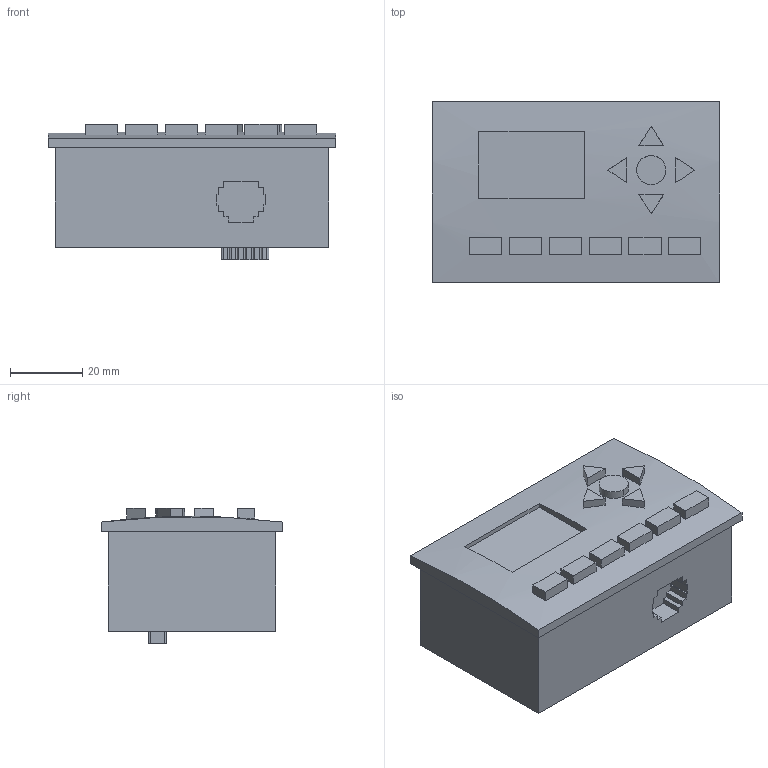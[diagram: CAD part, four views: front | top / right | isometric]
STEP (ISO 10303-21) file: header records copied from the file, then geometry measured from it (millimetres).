
FILE_DESCRIPTION(('SolidDesigner STEP Export'),'2;1');
FILE_NAME('2701137_NLC_OP1_LCD_032_4X20-select.stp','2015-04-15T14:33:56',(''),(''),'Creo Elements/Direct Modeling STEP processor for AP214 (Solid Model)','Creo Elements/Direct Modeling 18.1B 29-Sep-2012 (C) Parametric Technology GmbH','');
FILE_SCHEMA(('AUTOMOTIVE_DESIGN { 1 0 10303 214 1 1 1 1 }'));
Length unit declared in the file: millimetre
Products named in the file (2): 2701137_NLC_OP1_LCD_032_4X20-select
Assembly tree (1 placements, depth 2):
  2701137_NLC_OP1_LCD_032_4X20-select
    2701137_NLC_OP1_LCD_032_4X20-select
Bounding box: 79.5 x 50.3 x 37.38 mm (x, y, z)
Volume: 109144.9 mm3; surface area: 17921 mm2
Topology: 1 solids, 1 shells, 209 faces, 522 edges, 348 vertices
Faces by surface type: plane 182, cylinder 27
Entity records: 8205 total; most frequent: CARTESIAN_POINT 1459, ORIENTED_EDGE 1044, DIRECTION 988, EDGE_CURVE 522, VECTOR 444, LINE 444, VERTEX_POINT 348, AXIS2_PLACEMENT_3D 272
